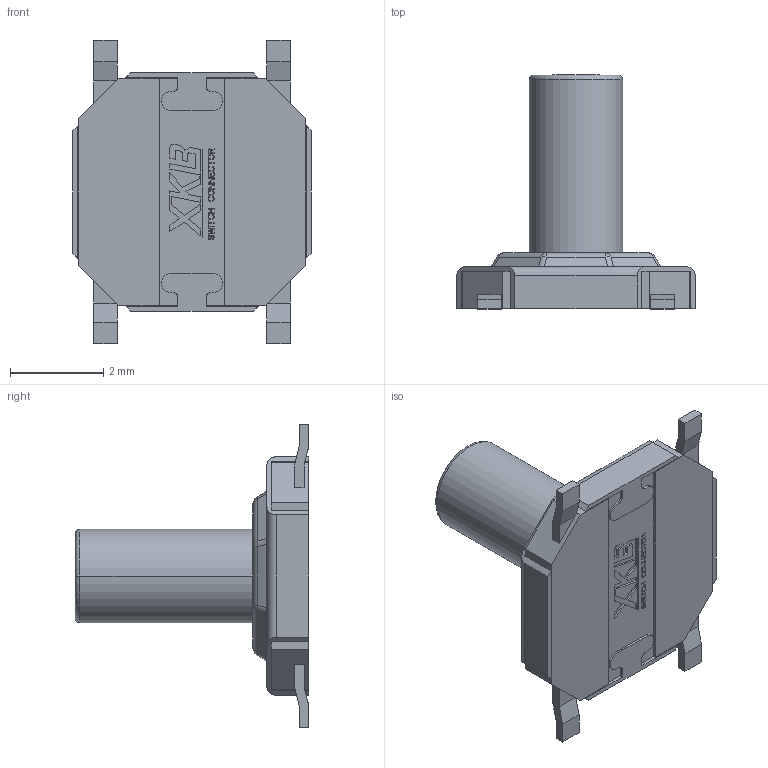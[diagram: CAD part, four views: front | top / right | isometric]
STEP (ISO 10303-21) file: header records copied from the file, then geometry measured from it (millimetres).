
FILE_DESCRIPTION((''),'2;1');
FILE_NAME('TS-1187A-X-J-X','2020-03-02T',('Administrator'),(''),'PRO/ENGINEER BY PARAMETRIC TECHNOLOGY CORPORATION, 2010280','PRO/ENGINEER BY PARAMETRIC TECHNOLOGY CORPORATION, 2010280','');
FILE_SCHEMA(('CONFIG_CONTROL_DESIGN'));
Length unit declared in the file: millimetre
Products named in the file (1): TS-1187A-X-J-X
Bounding box: 5.1 x 5 x 6.5 mm (x, y, z)
Volume: 35.7 mm3; surface area: 117 mm2
Topology: 1 solids, 1 shells, 581 faces, 1630 edges, 1074 vertices
Faces by surface type: plane 531, cylinder 40, sphere 8, torus 2
Entity records: 18410 total; most frequent: CARTESIAN_POINT 3353, ORIENTED_EDGE 3260, DIRECTION 2844, EDGE_CURVE 1630, VECTOR 1546, LINE 1546, VERTEX_POINT 1074, AXIS2_PLACEMENT_3D 649
